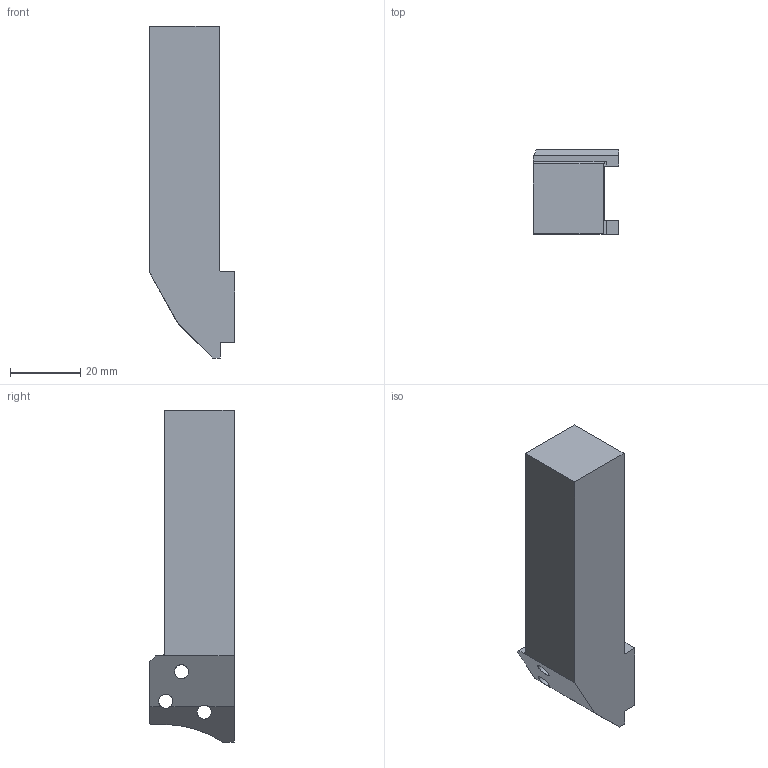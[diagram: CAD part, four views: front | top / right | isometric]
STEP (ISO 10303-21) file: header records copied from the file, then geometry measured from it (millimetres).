
FILE_DESCRIPTION (( 'STEP AP214' ), '1' );
FILE_NAME ('70851020.step', '2013-06-28T11:59:37', ( '' ), ( '' ), 'SwSTEP 2.0', 'SolidWorks 2013', '' );
FILE_SCHEMA (( 'AUTOMOTIVE_DESIGN' ));
Length unit declared in the file: millimetre
Products named in the file (1): 70851020
Bounding box: 24.25 x 24 x 94.5 mm (x, y, z)
Volume: 34618.5 mm3; surface area: 8595.7 mm2
Topology: 1 solids, 1 shells, 29 faces, 85 edges, 56 vertices
Faces by surface type: plane 23, cylinder 6
Full cylindrical faces by diameter (mm): 4 x3
Entity records: 972 total; most frequent: CARTESIAN_POINT 197, ORIENTED_EDGE 160, DIRECTION 139, EDGE_CURVE 80, VECTOR 65, LINE 65, VERTEX_POINT 54, AXIS2_PLACEMENT_3D 37
